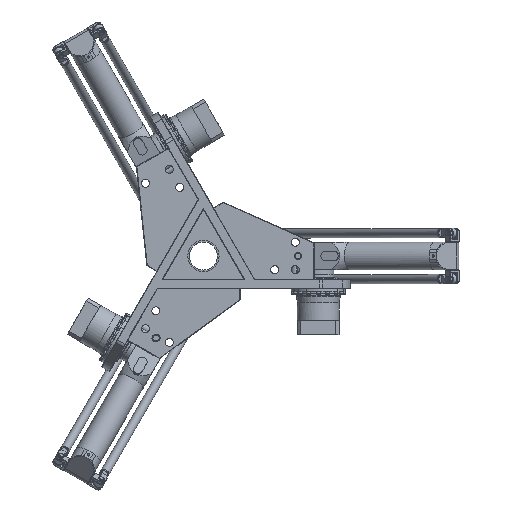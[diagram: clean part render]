
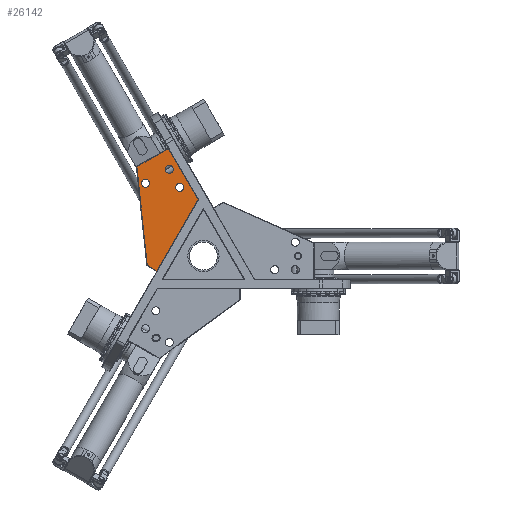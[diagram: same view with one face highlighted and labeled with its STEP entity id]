
A CAD part, top view. The second image highlights one B-rep face of the part: STEP entity #26142.
In plain terms, the highlighted planar face has unit normal (0, 0, 1).
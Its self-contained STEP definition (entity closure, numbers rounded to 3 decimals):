
#626=FACE_BOUND('',#5554,.T.);
#627=FACE_BOUND('',#5555,.T.);
#628=FACE_BOUND('',#5556,.T.);
#1727=CIRCLE('',#28601,8.75);
#1728=CIRCLE('',#28602,8.75);
#1729=CIRCLE('',#28603,8.75);
#3684=FACE_OUTER_BOUND('',#5553,.T.);
#5553=EDGE_LOOP('',(#21391,#21392,#21393,#21394,#21395));
#5554=EDGE_LOOP('',(#21396));
#5555=EDGE_LOOP('',(#21397));
#5556=EDGE_LOOP('',(#21398));
#7984=LINE('',#49064,#10187);
#7987=LINE('',#49069,#10190);
#7997=LINE('',#49087,#10200);
#8001=LINE('',#49094,#10204);
#8005=LINE('',#49101,#10208);
#10187=VECTOR('',#34679,10.);
#10190=VECTOR('',#34686,10.);
#10200=VECTOR('',#34704,10.);
#10204=VECTOR('',#34712,10.);
#10208=VECTOR('',#34718,10.);
#12443=VERTEX_POINT('',#49039);
#12449=VERTEX_POINT('',#49053);
#12452=VERTEX_POINT('',#49060);
#12457=VERTEX_POINT('',#49085);
#12458=VERTEX_POINT('',#49093);
#12461=VERTEX_POINT('',#49102);
#12462=VERTEX_POINT('',#49104);
#12463=VERTEX_POINT('',#49106);
#15592=EDGE_CURVE('',#12449,#12452,#7984,.T.);
#15595=EDGE_CURVE('',#12443,#12449,#7987,.T.);
#15605=EDGE_CURVE('',#12457,#12443,#7997,.T.);
#15609=EDGE_CURVE('',#12458,#12452,#8001,.T.);
#15613=EDGE_CURVE('',#12457,#12458,#8005,.T.);
#15614=EDGE_CURVE('',#12461,#12461,#1727,.T.);
#15615=EDGE_CURVE('',#12462,#12462,#1728,.T.);
#15616=EDGE_CURVE('',#12463,#12463,#1729,.T.);
#21391=ORIENTED_EDGE('',*,*,#15592,.F.);
#21392=ORIENTED_EDGE('',*,*,#15595,.F.);
#21393=ORIENTED_EDGE('',*,*,#15605,.F.);
#21394=ORIENTED_EDGE('',*,*,#15613,.T.);
#21395=ORIENTED_EDGE('',*,*,#15609,.T.);
#21396=ORIENTED_EDGE('',*,*,#15614,.T.);
#21397=ORIENTED_EDGE('',*,*,#15615,.T.);
#21398=ORIENTED_EDGE('',*,*,#15616,.T.);
#24419=PLANE('',#28600);
#26142=ADVANCED_FACE('',(#3684,#626,#627,#628),#24419,.T.);
#28600=AXIS2_PLACEMENT_3D('',#49100,#34716,#34717);
#28601=AXIS2_PLACEMENT_3D('',#49103,#34719,#34720);
#28602=AXIS2_PLACEMENT_3D('',#49105,#34721,#34722);
#28603=AXIS2_PLACEMENT_3D('',#49107,#34723,#34724);
#34679=DIRECTION('',(-0.866,0.5,0.));
#34686=DIRECTION('',(-0.809,-0.588,0.));
#34704=DIRECTION('',(0.,-1.,0.));
#34712=DIRECTION('',(-0.5,-0.866,0.));
#34716=DIRECTION('center_axis',(0.,0.,
1.));
#34717=DIRECTION('ref_axis',(1.,0.,0.));
#34718=DIRECTION('',(-1.,0.,0.));
#34719=DIRECTION('center_axis',(0.,0.,
-1.));
#34720=DIRECTION('ref_axis',(-1.,0.,0.));
#34721=DIRECTION('center_axis',(0.,0.,
-1.));
#34722=DIRECTION('ref_axis',(-1.,0.,0.));
#34723=DIRECTION('center_axis',(0.,0.,
-1.));
#34724=DIRECTION('ref_axis',(-1.,0.,0.));
#49039=CARTESIAN_POINT('',(78.61,-95.602,101.));
#49053=CARTESIAN_POINT('',(-95.663,-222.393,101.));
#49060=CARTESIAN_POINT('',(-164.382,-182.718,101.));
#49064=CARTESIAN_POINT('',(-131.403,-201.758,101.));
#49069=CARTESIAN_POINT('',(-57.878,-194.903,101.));
#49085=CARTESIAN_POINT('',(78.61,-71.,101.));
#49087=CARTESIAN_POINT('',(78.61,-113.25,101.));
#49093=CARTESIAN_POINT('',(-99.882,-71.,101.));
#49094=CARTESIAN_POINT('',(-99.882,-71.,101.));
#49100=CARTESIAN_POINT('Origin',(-46.226,-130.389,101.));
#49101=CARTESIAN_POINT('',(79.61,-71.,101.));
#49102=CARTESIAN_POINT('',(-117.23,-158.204,101.));
#49103=CARTESIAN_POINT('Origin',(-125.98,-158.204,101.));
#49104=CARTESIAN_POINT('',(-65.269,-188.204,101.));
#49105=CARTESIAN_POINT('Origin',(-74.019,-188.204,101.));
#49106=CARTESIAN_POINT('',(-94.73,-119.233,101.));
#49107=CARTESIAN_POINT('Origin',(-103.48,-119.233,101.));
